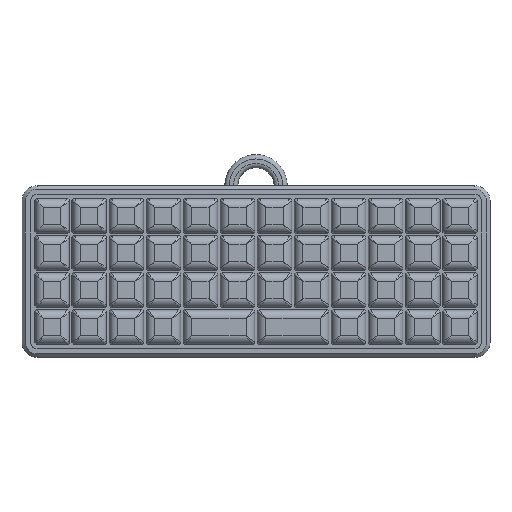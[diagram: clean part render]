
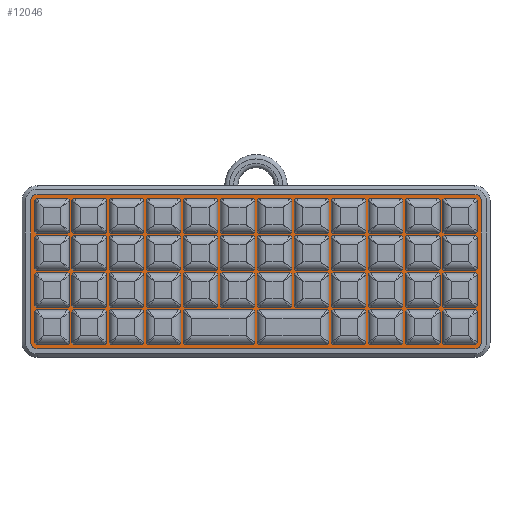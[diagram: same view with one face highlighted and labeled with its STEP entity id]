
A CAD part, top view. The second image highlights one B-rep face of the part: STEP entity #12046.
In plain terms, the highlighted planar face has unit normal (0, 0, 1).
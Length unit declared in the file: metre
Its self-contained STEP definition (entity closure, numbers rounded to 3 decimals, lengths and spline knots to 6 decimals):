
#781=CIRCLE('',#13645,0.00175);
#783=CIRCLE('',#13649,0.00175);
#785=CIRCLE('',#13653,0.00175);
#787=CIRCLE('',#13657,0.00175);
#2502=ORIENTED_EDGE('',*,*,#5523,.F.);
#2503=ORIENTED_EDGE('',*,*,#5525,.T.);
#2504=ORIENTED_EDGE('',*,*,#5505,.F.);
#2505=ORIENTED_EDGE('',*,*,#5508,.T.);
#2506=ORIENTED_EDGE('',*,*,#5511,.F.);
#2507=ORIENTED_EDGE('',*,*,#5514,.T.);
#2508=ORIENTED_EDGE('',*,*,#5517,.F.);
#2509=ORIENTED_EDGE('',*,*,#5520,.T.);
#5505=EDGE_CURVE('',#7049,#7047,#8041,.T.);
#5508=EDGE_CURVE('',#7049,#7051,#781,.T.);
#5511=EDGE_CURVE('',#7053,#7051,#8045,.T.);
#5514=EDGE_CURVE('',#7053,#7055,#783,.T.);
#5517=EDGE_CURVE('',#7057,#7055,#8049,.T.);
#5520=EDGE_CURVE('',#7057,#7059,#785,.T.);
#5523=EDGE_CURVE('',#7061,#7059,#8053,.T.);
#5525=EDGE_CURVE('',#7061,#7047,#787,.T.);
#7047=VERTEX_POINT('',#20758);
#7049=VERTEX_POINT('',#20762);
#7051=VERTEX_POINT('',#20768);
#7053=VERTEX_POINT('',#20774);
#7055=VERTEX_POINT('',#20780);
#7057=VERTEX_POINT('',#20786);
#7059=VERTEX_POINT('',#20792);
#7061=VERTEX_POINT('',#20798);
#8041=LINE('',#20763,#9029);
#8045=LINE('',#20775,#9033);
#8049=LINE('',#20787,#9037);
#8053=LINE('',#20799,#9041);
#9029=VECTOR('',#15881,1.);
#9033=VECTOR('',#15893,1.);
#9037=VECTOR('',#15905,1.);
#9041=VECTOR('',#15917,1.);
#9994=EDGE_LOOP('',(#2502,#2503,#2504,#2505,#2506,#2507,#2508,#2509));
#10870=FACE_BOUND('',#9994,.T.);
#11574=PLANE('',#13658);
#12046=ADVANCED_FACE('',(#10870),#11574,.T.);
#13645=AXIS2_PLACEMENT_3D('',#20769,#15887,#15888);
#13649=AXIS2_PLACEMENT_3D('',#20781,#15899,#15900);
#13653=AXIS2_PLACEMENT_3D('',#20793,#15911,#15912);
#13657=AXIS2_PLACEMENT_3D('',#20802,#15922,#15923);
#13658=AXIS2_PLACEMENT_3D('',#20803,#15924,#15925);
#15881=DIRECTION('',(0.,1.,0.));
#15887=DIRECTION('',(0.,0.,1.));
#15888=DIRECTION('',(1.,0.,0.));
#15893=DIRECTION('',(-1.,0.,0.));
#15899=DIRECTION('',(0.,0.,1.));
#15900=DIRECTION('',(1.,0.,0.));
#15905=DIRECTION('',(0.,-1.,0.));
#15911=DIRECTION('',(0.,0.,1.));
#15912=DIRECTION('',(1.,0.,0.));
#15917=DIRECTION('',(1.,0.,0.));
#15922=DIRECTION('',(0.,0.,1.));
#15923=DIRECTION('',(1.,0.,0.));
#15924=DIRECTION('',(0.,0.,1.));
#15925=DIRECTION('',(1.,0.,0.));
#20758=CARTESIAN_POINT('',(-0.023559,0.03858,0.));
#20762=CARTESIAN_POINT('',(-0.023559,0.02218,0.));
#20763=CARTESIAN_POINT('',(-0.023559,0.03038,0.));
#20768=CARTESIAN_POINT('',(-0.021809,0.02043,0.));
#20769=CARTESIAN_POINT('',(-0.021809,0.02218,0.));
#20774=CARTESIAN_POINT('',(0.028991,0.02043,0.));
#20775=CARTESIAN_POINT('',(0.003591,0.02043,0.));
#20780=CARTESIAN_POINT('',(0.030741,0.02218,0.));
#20781=CARTESIAN_POINT('',(0.028991,0.02218,0.));
#20786=CARTESIAN_POINT('',(0.030741,0.03858,0.));
#20787=CARTESIAN_POINT('',(0.030741,0.03038,0.));
#20792=CARTESIAN_POINT('',(0.028991,0.04033,0.));
#20793=CARTESIAN_POINT('',(0.028991,0.03858,0.));
#20798=CARTESIAN_POINT('',(-0.021809,0.04033,0.));
#20799=CARTESIAN_POINT('',(0.003591,0.04033,0.));
#20802=CARTESIAN_POINT('',(-0.021809,0.03858,0.));
#20803=CARTESIAN_POINT('',(0.003591,0.03038,0.));
